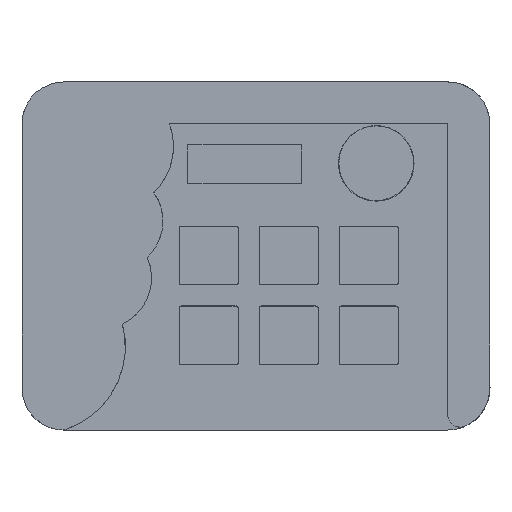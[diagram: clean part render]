
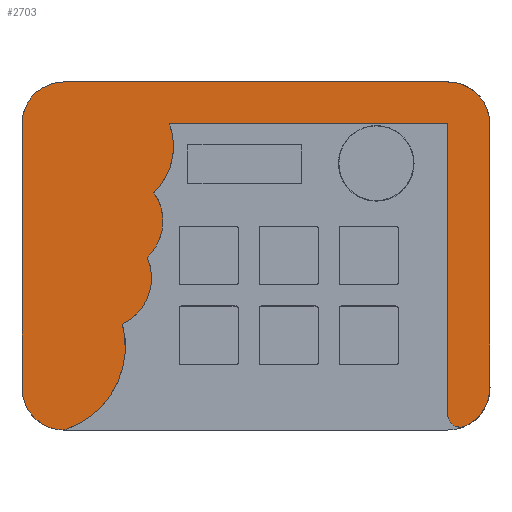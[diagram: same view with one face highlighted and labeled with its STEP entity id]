
A CAD part, top view. The second image highlights one B-rep face of the part: STEP entity #2703.
In plain terms, the highlighted face is planar.
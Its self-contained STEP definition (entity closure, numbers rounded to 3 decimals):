
#156=PLANE('',#3123);
#292=FACE_OUTER_BOUND('',#473,.T.);
#473=EDGE_LOOP('',(#2327,#2328,#2329,#2330,#2331,#2332,#2333,#2334,#2335,
#2336,#2337,#2338,#2339,#2340,#2341));
#688=LINE('',#4599,#912);
#692=LINE('',#4610,#916);
#694=LINE('',#4615,#918);
#698=LINE('',#4628,#922);
#699=LINE('',#4630,#923);
#912=VECTOR('',#3840,10.);
#916=VECTOR('',#3854,10.);
#918=VECTOR('',#3858,10.);
#922=VECTOR('',#3876,10.);
#923=VECTOR('',#3879,10.);
#1028=CIRCLE('',#3072,3.);
#1031=CIRCLE('',#3076,10.);
#1044=CIRCLE('',#3091,3.);
#1045=CIRCLE('',#3093,20.887);
#1050=CIRCLE('',#3107,10.);
#1051=CIRCLE('',#3110,10.);
#1052=CIRCLE('',#3112,10.);
#1053=CIRCLE('',#3116,15.648);
#1054=CIRCLE('',#3118,11.653);
#1055=CIRCLE('',#3120,12.219);
#1252=VERTEX_POINT('',#4513);
#1253=VERTEX_POINT('',#4514);
#1257=VERTEX_POINT('',#4524);
#1274=VERTEX_POINT('',#4562);
#1275=VERTEX_POINT('',#4563);
#1276=VERTEX_POINT('',#4568);
#1281=VERTEX_POINT('',#4592);
#1282=VERTEX_POINT('',#4593);
#1283=VERTEX_POINT('',#4598);
#1284=VERTEX_POINT('',#4602);
#1285=VERTEX_POINT('',#4606);
#1286=VERTEX_POINT('',#4612);
#1287=VERTEX_POINT('',#4614);
#1288=VERTEX_POINT('',#4618);
#1289=VERTEX_POINT('',#4622);
#1585=EDGE_CURVE('',#1252,#1253,#1028,.T.);
#1591=EDGE_CURVE('',#1257,#1252,#1031,.T.);
#1609=EDGE_CURVE('',#1274,#1275,#1044,.T.);
#1613=EDGE_CURVE('',#1274,#1276,#1045,.T.);
#1622=EDGE_CURVE('',#1281,#1282,#1050,.T.);
#1625=EDGE_CURVE('',#1283,#1282,#688,.T.);
#1627=EDGE_CURVE('',#1283,#1284,#1051,.T.);
#1629=EDGE_CURVE('',#1275,#1285,#1052,.T.);
#1631=EDGE_CURVE('',#1257,#1284,#692,.T.);
#1633=EDGE_CURVE('',#1287,#1286,#694,.T.);
#1635=EDGE_CURVE('',#1288,#1287,#1053,.T.);
#1637=EDGE_CURVE('',#1289,#1288,#1054,.T.);
#1639=EDGE_CURVE('',#1276,#1289,#1055,.T.);
#1640=EDGE_CURVE('',#1281,#1285,#698,.T.);
#1641=EDGE_CURVE('',#1286,#1253,#699,.T.);
#2327=ORIENTED_EDGE('',*,*,#1585,.F.);
#2328=ORIENTED_EDGE('',*,*,#1591,.F.);
#2329=ORIENTED_EDGE('',*,*,#1631,.T.);
#2330=ORIENTED_EDGE('',*,*,#1627,.F.);
#2331=ORIENTED_EDGE('',*,*,#1625,.T.);
#2332=ORIENTED_EDGE('',*,*,#1622,.F.);
#2333=ORIENTED_EDGE('',*,*,#1640,.T.);
#2334=ORIENTED_EDGE('',*,*,#1629,.F.);
#2335=ORIENTED_EDGE('',*,*,#1609,.F.);
#2336=ORIENTED_EDGE('',*,*,#1613,.T.);
#2337=ORIENTED_EDGE('',*,*,#1639,.T.);
#2338=ORIENTED_EDGE('',*,*,#1637,.T.);
#2339=ORIENTED_EDGE('',*,*,#1635,.T.);
#2340=ORIENTED_EDGE('',*,*,#1633,.T.);
#2341=ORIENTED_EDGE('',*,*,#1641,.T.);
#2703=ADVANCED_FACE('',(#292),#156,.T.);
#3072=AXIS2_PLACEMENT_3D('',#4515,#3749,#3750);
#3076=AXIS2_PLACEMENT_3D('',#4526,#3760,#3761);
#3091=AXIS2_PLACEMENT_3D('',#4564,#3795,#3796);
#3093=AXIS2_PLACEMENT_3D('',#4570,#3802,#3803);
#3107=AXIS2_PLACEMENT_3D('',#4594,#3834,#3835);
#3110=AXIS2_PLACEMENT_3D('',#4603,#3844,#3845);
#3112=AXIS2_PLACEMENT_3D('',#4607,#3849,#3850);
#3116=AXIS2_PLACEMENT_3D('',#4619,#3862,#3863);
#3118=AXIS2_PLACEMENT_3D('',#4623,#3867,#3868);
#3120=AXIS2_PLACEMENT_3D('',#4626,#3872,#3873);
#3123=AXIS2_PLACEMENT_3D('',#4631,#3880,#3881);
#3749=DIRECTION('center_axis',(0.,-1.,0.));
#3750=DIRECTION('ref_axis',(-0.535,0.,0.845));
#3760=DIRECTION('center_axis',(0.,-1.,0.));
#3761=DIRECTION('ref_axis',(0.707,0.,0.707));
#3795=DIRECTION('center_axis',(0.,-1.,0.));
#3796=DIRECTION('ref_axis',(0.135,0.,0.991));
#3802=DIRECTION('center_axis',(0.,1.,0.));
#3803=DIRECTION('ref_axis',(0.301,0.,0.954));
#3834=DIRECTION('center_axis',(0.,-1.,0.));
#3835=DIRECTION('ref_axis',(-0.707,0.,-0.707));
#3840=DIRECTION('',(-1.,0.,0.));
#3844=DIRECTION('center_axis',(0.,-1.,0.));
#3845=DIRECTION('ref_axis',(0.707,0.,-0.707));
#3849=DIRECTION('center_axis',(0.,-1.,0.));
#3850=DIRECTION('ref_axis',(-0.707,0.,0.707));
#3854=DIRECTION('',(0.,0.,-1.));
#3858=DIRECTION('',(1.,0.,0.));
#3862=DIRECTION('center_axis',(0.,1.,0.));
#3863=DIRECTION('ref_axis',(0.702,0.,0.712));
#3867=DIRECTION('center_axis',(0.,1.,0.));
#3868=DIRECTION('ref_axis',(0.677,0.,0.736));
#3872=DIRECTION('center_axis',(0.,1.,0.));
#3873=DIRECTION('ref_axis',(0.434,0.,0.901));
#3876=DIRECTION('',(0.,0.,1.));
#3879=DIRECTION('',(0.,0.,1.));
#3880=DIRECTION('center_axis',(0.,1.,0.));
#3881=DIRECTION('ref_axis',(0.,0.,1.));
#4513=CARTESIAN_POINT('',(51.941,5.,38.854));
#4514=CARTESIAN_POINT('',(47.655,5.,36.144));
#4515=CARTESIAN_POINT('Origin',(50.655,5.,36.144));
#4524=CARTESIAN_POINT('',(57.655,5.,29.819));
#4526=CARTESIAN_POINT('Origin',(47.655,5.,29.819));
#4562=CARTESIAN_POINT('',(-43.205,5.,39.641));
#4563=CARTESIAN_POINT('',(-44.373,5.,39.799));
#4564=CARTESIAN_POINT('Origin',(-44.185,5.,36.805));
#4568=CARTESIAN_POINT('',(-29.821,5.,14.617));
#4570=CARTESIAN_POINT('Origin',(-50.028,5.,19.9));
#4592=CARTESIAN_POINT('',(-53.745,5.,-33.081));
#4593=CARTESIAN_POINT('',(-43.745,5.,-43.081));
#4594=CARTESIAN_POINT('Origin',(-43.745,5.,-33.081));
#4598=CARTESIAN_POINT('',(47.655,5.,-43.081));
#4599=CARTESIAN_POINT('',(57.655,5.,-43.081));
#4602=CARTESIAN_POINT('',(57.655,5.,-33.081));
#4603=CARTESIAN_POINT('Origin',(47.655,5.,-33.081));
#4606=CARTESIAN_POINT('',(-53.745,5.,29.819));
#4607=CARTESIAN_POINT('Origin',(-43.745,5.,29.819));
#4610=CARTESIAN_POINT('',(57.655,5.,39.819));
#4612=CARTESIAN_POINT('',(47.655,5.,-33.081));
#4614=CARTESIAN_POINT('',(-18.59,5.,-33.081));
#4615=CARTESIAN_POINT('',(-43.745,5.,-33.081));
#4618=CARTESIAN_POINT('',(-22.321,5.,-16.642));
#4619=CARTESIAN_POINT('Origin',(-33.313,5.,-27.779));
#4622=CARTESIAN_POINT('',(-23.951,5.,-1.341));
#4623=CARTESIAN_POINT('Origin',(-31.838,5.,-9.919));
#4626=CARTESIAN_POINT('Origin',(-35.123,5.,3.609));
#4628=CARTESIAN_POINT('',(-53.745,5.,-43.081));
#4630=CARTESIAN_POINT('',(47.655,5.,-33.081));
#4631=CARTESIAN_POINT('Origin',(1.955,5.,-1.631));
